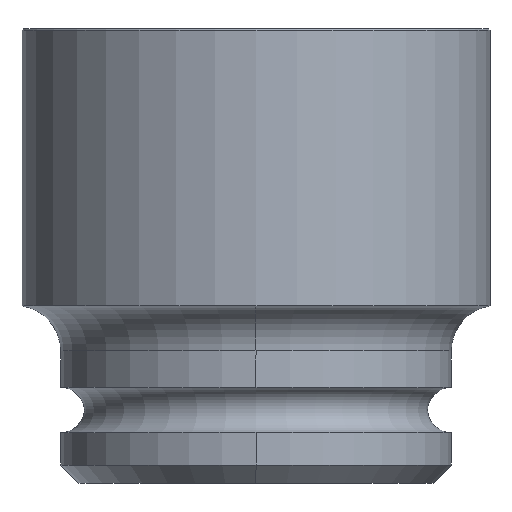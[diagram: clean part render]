
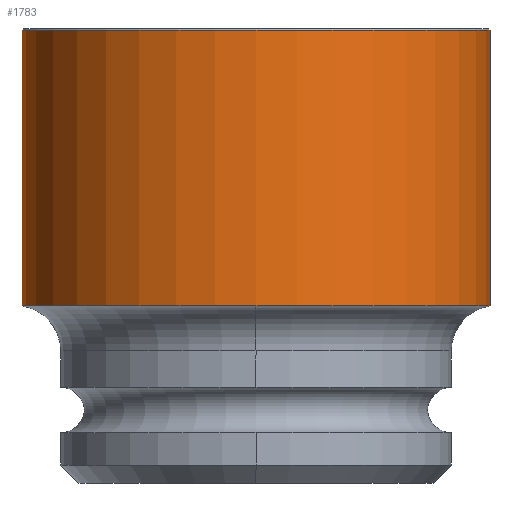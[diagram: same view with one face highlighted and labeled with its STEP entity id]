
A CAD part, left-side view. The second image highlights one B-rep face of the part: STEP entity #1783.
In plain terms, the highlighted cylindrical face has radius 51.5 mm (diameter 103 mm), a partial arc.
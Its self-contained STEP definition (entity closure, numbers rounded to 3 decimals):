
#360=DIRECTION('',(0.,0.,1.));
#361=VECTOR('',#360,60.7);
#362=CARTESIAN_POINT('',(0.,51.5,39.));
#363=LINE('',#362,#361);
#364=DIRECTION('',(0.,0.,1.));
#365=VECTOR('',#364,60.7);
#366=CARTESIAN_POINT('',(0.,-51.5,39.));
#367=LINE('',#366,#365);
#768=CARTESIAN_POINT('',(0.,0.,99.7));
#769=DIRECTION('',(0.,0.,1.));
#770=DIRECTION('',(0.,1.,0.));
#771=AXIS2_PLACEMENT_3D('',#768,#769,#770);
#773=CARTESIAN_POINT('',(0.,0.,39.));
#774=DIRECTION('',(0.,0.,1.));
#775=DIRECTION('',(-1.,0.,0.));
#776=AXIS2_PLACEMENT_3D('',#773,#774,#775);
#778=CARTESIAN_POINT('',(0.,0.,39.));
#779=DIRECTION('',(0.,0.,1.));
#780=DIRECTION('',(0.,1.,0.));
#781=AXIS2_PLACEMENT_3D('',#778,#779,#780);
#883=CARTESIAN_POINT('',(0.,51.5,39.));
#884=CARTESIAN_POINT('',(-51.5,0.,39.));
#885=VERTEX_POINT('',#883);
#886=VERTEX_POINT('',#884);
#891=CARTESIAN_POINT('',(0.,-51.5,39.));
#892=VERTEX_POINT('',#891);
#924=CARTESIAN_POINT('',(0.,-51.5,99.7));
#925=CARTESIAN_POINT('',(0.,51.5,99.7));
#926=VERTEX_POINT('',#924);
#927=VERTEX_POINT('',#925);
#1771=CARTESIAN_POINT('',(0.,0.,35.95));
#1772=DIRECTION('',(0.,0.,1.));
#1773=DIRECTION('',(0.,1.,0.));
#1774=AXIS2_PLACEMENT_3D('',#1771,#1772,#1773);
#1775=CYLINDRICAL_SURFACE('',#1774,51.5);
#1776=ORIENTED_EDGE('',*,*,#1765,.T.);
#1777=ORIENTED_EDGE('',*,*,#1247,.F.);
#1778=ORIENTED_EDGE('',*,*,#1214,.F.);
#1779=ORIENTED_EDGE('',*,*,#1228,.F.);
#1780=ORIENTED_EDGE('',*,*,#1244,.T.);
#1781=EDGE_LOOP('',(#1776,#1777,#1778,#1779,#1780));
#1782=FACE_OUTER_BOUND('',#1781,.F.);
#1783=ADVANCED_FACE('',(#1782),#1775,.T.);
#772=CIRCLE('',#771,51.5);
#777=CIRCLE('',#776,51.5);
#782=CIRCLE('',#781,51.5);
#1214=EDGE_CURVE('',#886,#892,#777,.T.);
#1228=EDGE_CURVE('',#885,#886,#782,.T.);
#1244=EDGE_CURVE('',#885,#927,#363,.T.);
#1247=EDGE_CURVE('',#892,#926,#367,.T.);
#1765=EDGE_CURVE('',#927,#926,#772,.T.);
